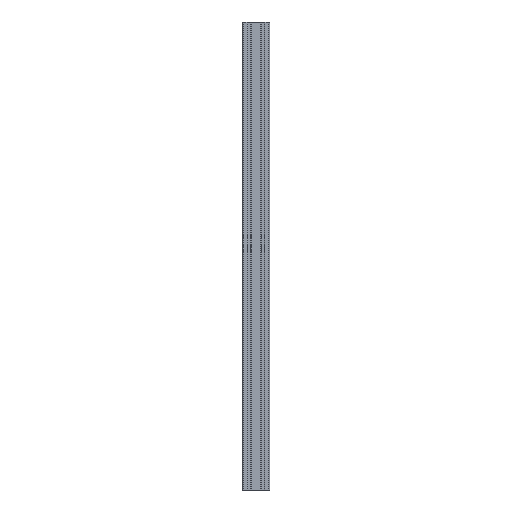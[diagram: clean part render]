
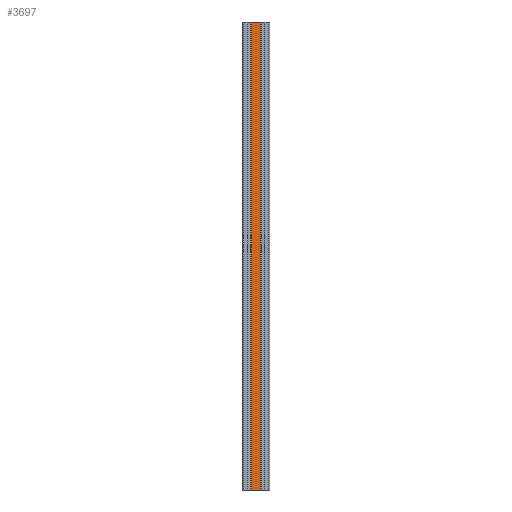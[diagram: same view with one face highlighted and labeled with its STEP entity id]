
A CAD part, front view. The second image highlights one B-rep face of the part: STEP entity #3697.
In plain terms, the highlighted planar face has unit normal (0, -1, 0).
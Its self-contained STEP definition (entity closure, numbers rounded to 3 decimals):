
#41 = ORIENTED_EDGE ( 'NONE', *, *, #5786, .F. ) ;
#45 = CARTESIAN_POINT ( 'NONE',  ( -31.386, -69.68, 690. ) ) ;
#63 = CARTESIAN_POINT ( 'NONE',  ( -31.386, -69.68, 690. ) ) ;
#75 = CARTESIAN_POINT ( 'NONE',  ( -31.386, -69.68, 690. ) ) ;
#106 = CARTESIAN_POINT ( 'NONE',  ( -31.386, -69.68, 690. ) ) ;
#768 = CARTESIAN_POINT ( 'NONE',  ( -17.662, -69.68, 690. ) ) ;
#989 = ORIENTED_EDGE ( 'NONE', *, *, #3659, .T. ) ;
#1064 = ORIENTED_EDGE ( 'NONE', *, *, #2227, .T. ) ;
#1145 = DIRECTION ( 'NONE',  ( 0., 0., -1. ) ) ;
#1331 = CARTESIAN_POINT ( 'NONE',  ( -17.662, -69.68, 0. ) ) ;
#1404 = VERTEX_POINT ( 'NONE', #768 ) ;
#1433 = CARTESIAN_POINT ( 'NONE',  ( -31.386, -69.68, 0. ) ) ;
#1457 = VECTOR ( 'NONE', #4449, 1000. ) ;
#1526 = LINE ( 'NONE', #3551, #1457 ) ;
#1684 = PLANE ( 'NONE',  #2408 ) ;
#2227 = EDGE_CURVE ( 'NONE', #4478, #4847, #5120, .T. ) ;
#2408 = AXIS2_PLACEMENT_3D ( 'NONE', #63, #5633, #3110 ) ;
#2581 = CARTESIAN_POINT ( 'NONE',  ( -17.662, -69.68, 690. ) ) ;
#3110 = DIRECTION ( 'NONE',  ( 0., 0., 1. ) ) ;
#3146 = VECTOR ( 'NONE', #5608, 1000. ) ;
#3486 = VERTEX_POINT ( 'NONE', #1331 ) ;
#3551 = CARTESIAN_POINT ( 'NONE',  ( -31.386, -69.68, 0. ) ) ;
#3600 = DIRECTION ( 'NONE',  ( 1., 0., 0. ) ) ;
#3659 = EDGE_CURVE ( 'NONE', #4847, #3486, #1526, .T. ) ;
#3681 = EDGE_CURVE ( 'NONE', #1404, #3486, #4673, .T. ) ;
#3697 = ADVANCED_FACE ( 'NONE', ( #6221 ), #1684, .F. ) ;
#3859 = VECTOR ( 'NONE', #1145, 1000. ) ;
#4449 = DIRECTION ( 'NONE',  ( 1., 0., 0. ) ) ;
#4478 = VERTEX_POINT ( 'NONE', #106 ) ;
#4673 = LINE ( 'NONE', #2581, #3146 ) ;
#4847 = VERTEX_POINT ( 'NONE', #1433 ) ;
#5120 = LINE ( 'NONE', #75, #3859 ) ;
#5524 = ORIENTED_EDGE ( 'NONE', *, *, #3681, .F. ) ;
#5608 = DIRECTION ( 'NONE',  ( 0., 0., -1. ) ) ;
#5633 = DIRECTION ( 'NONE',  ( 0., 1., 0. ) ) ;
#5786 = EDGE_CURVE ( 'NONE', #4478, #1404, #6146, .T. ) ;
#5843 = EDGE_LOOP ( 'NONE', ( #989, #5524, #41, #1064 ) ) ;
#6146 = LINE ( 'NONE', #45, #6338 ) ;
#6221 = FACE_OUTER_BOUND ( 'NONE', #5843, .T. ) ;
#6338 = VECTOR ( 'NONE', #3600, 1000. ) ;
